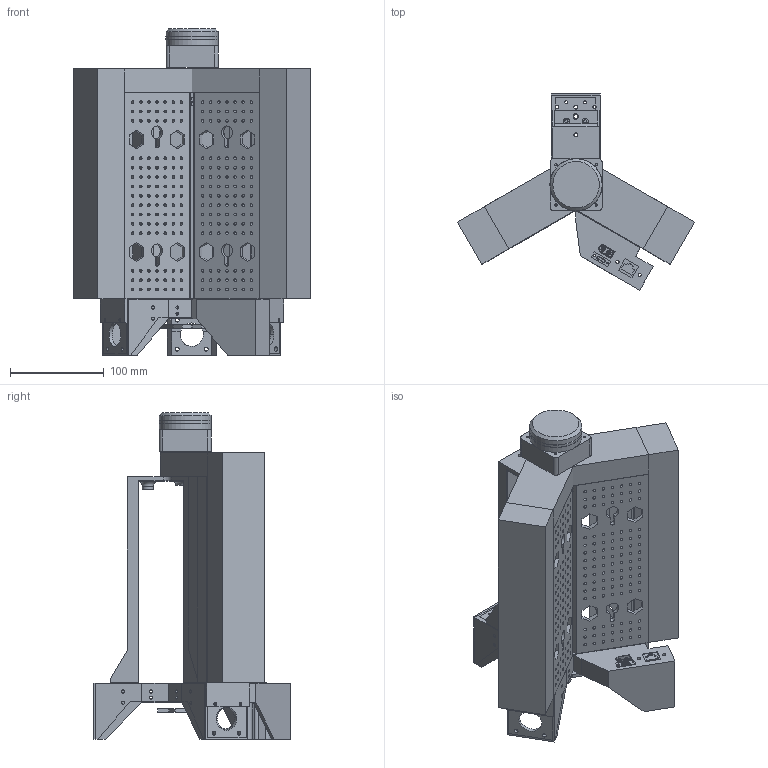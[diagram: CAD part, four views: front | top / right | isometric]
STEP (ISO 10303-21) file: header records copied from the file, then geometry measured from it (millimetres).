
FILE_DESCRIPTION(('FreeCAD Model'),'2;1');
FILE_NAME('Open CASCADE Shape Model','2024-04-01T22:12:23',(''),(''), 'Open CASCADE STEP processor 7.7','FreeCAD','Unknown');
FILE_SCHEMA(('AUTOMOTIVE_DESIGN { 1 0 10303 214 1 1 1 1 }'));
Length unit declared in the file: millimetre
Products named in the file (8): Part; rplidarc1_base_001; décoration; HautAscenseurrev_001; chassis3pap&connectorv2_001; support_livre; Body (Mirror #1); Body003
Assembly tree (8 placements, depth 3):
  Part
    rplidarc1_base_001
    décoration  x2
    HautAscenseurrev_001
    chassis3pap&connectorv2_001
    support_livre
      Body (Mirror #1)
      Body003
Bounding box: 252.95 x 209.75 x 348.53 mm (x, y, z)
Volume: 1891850.9 mm3; surface area: 525258.4 mm2
Topology: 12 solids, 12 shells, 1761 faces, 4983 edges, 3258 vertices
Faces by surface type: plane 832, cylinder 747, bspline 161, sphere 8, cone 6, torus 6, revolution 1
Full cylindrical faces by diameter (mm): 0.8 x4, 2 x6, 2.5 x4, 2.93 x5, 3 x210, 3.4 x10, 3.5 x8, 3.599 x4, 4 x10, 4.5 x4, 6 x4, 8 x4, 25 x2, 55.6 x2, 56 x1
Entity records: 73891 total; most frequent: CARTESIAN_POINT 19334, ORIENTED_EDGE 9910, DIRECTION 9220, EDGE_CURVE 4955, VERTEX_POINT 3244, AXIS2_PLACEMENT_3D 3151, LINE 2917, VECTOR 2917
